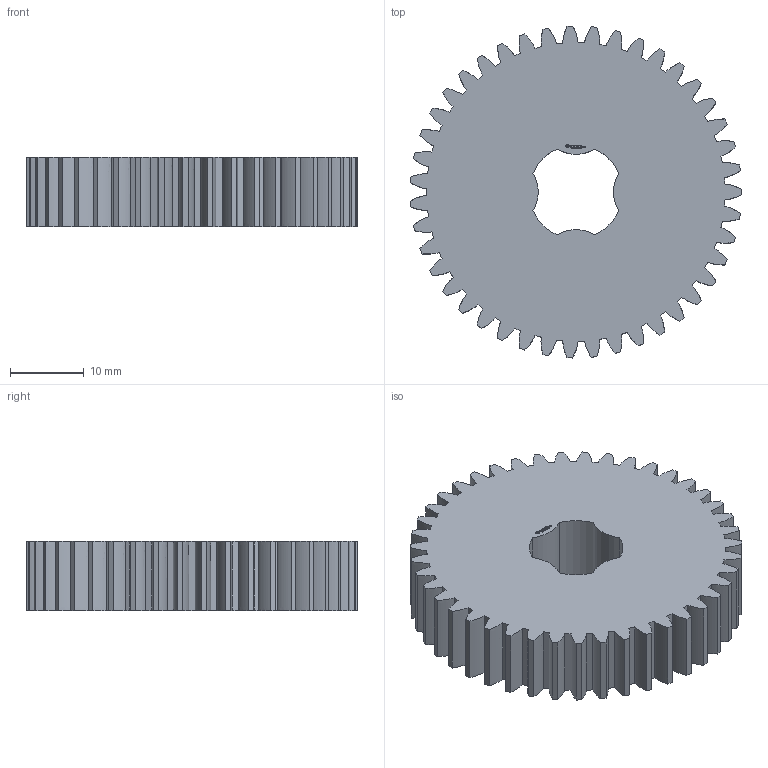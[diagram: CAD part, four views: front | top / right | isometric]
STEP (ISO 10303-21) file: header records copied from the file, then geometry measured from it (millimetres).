
FILE_DESCRIPTION(('FreeCAD Model'),'2;1');
FILE_NAME('Open CASCADE Shape Model','2024-03-10T00:34:28',(''),(''), 'Open CASCADE STEP processor 7.6','FreeCAD','Unknown');
FILE_SCHEMA(('AUTOMOTIVE_DESIGN { 1 0 10303 214 1 1 1 1 }'));
Length unit declared in the file: millimetre
Products named in the file (1): Gear Wheel PLN TTH43 BU00.75 SFT-SHD - SPN-GWH-0151 (stemfie.org)
Bounding box: 44.96 x 44.99 x 9.38 mm (x, y, z)
Volume: 12479.4 mm3; surface area: 5624.3 mm2
Topology: 1 solids, 1 shells, 628 faces, 1791 edges, 1194 vertices
Faces by surface type: plane 328, extrusion 292, cylinder 8
Entity records: 56073 total; most frequent: CARTESIAN_POINT 17866, DIRECTION 5187, VECTOR 4465, LINE 4173, ORIENTED_EDGE 3582, PCURVE 3582, DEFINITIONAL_REPRESENTATION 3582, EDGE_CURVE 1791
